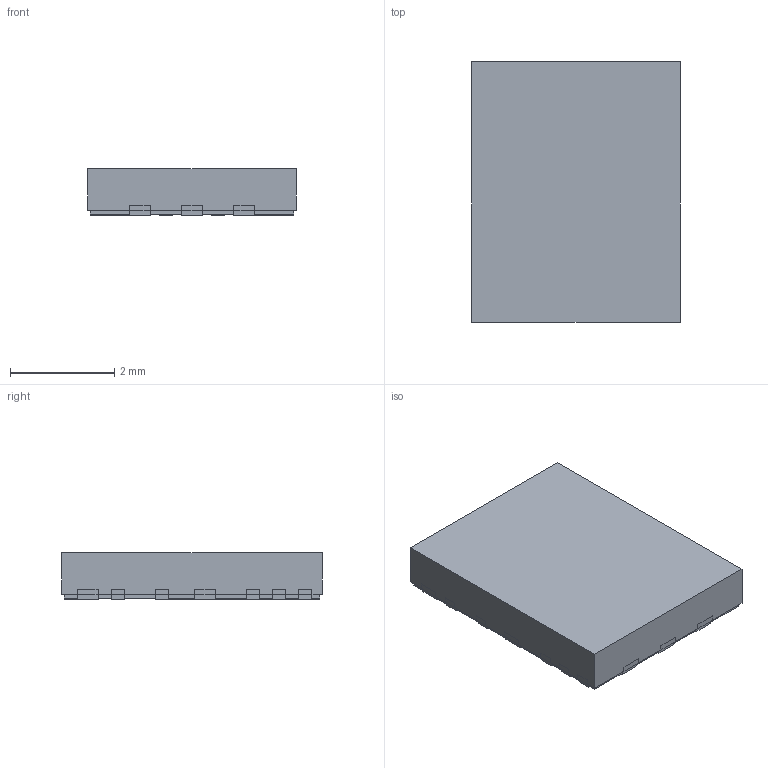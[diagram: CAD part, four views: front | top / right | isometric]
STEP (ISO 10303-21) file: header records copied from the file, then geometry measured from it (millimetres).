
FILE_DESCRIPTION((''),'2;1');
FILE_NAME('RNL0022A_ASM','2019-07-09T07:43:35',('a0412086'),(''),'CREO PARAMETRIC BY PTC INC, 2018020','CREO PARAMETRIC BY PTC INC, 2018020','');
FILE_SCHEMA(('AUTOMOTIVE_DESIGN { 1 0 10303 214 1 1 1 1 }'));
Length unit declared in the file: millimetre
Products named in the file (4): FRAME-RNL0022A_AF0; BODY-QFN_AF0; PIN1-ID; RNL0022A_ASM
Assembly tree (3 placements, depth 2):
  RNL0022A_ASM
    FRAME-RNL0022A_AF0
    BODY-QFN_AF0
    PIN1-ID
Bounding box: 4 x 5 x 0.9 mm (x, y, z)
Volume: 17.5 mm3; surface area: 78.3 mm2
Topology: 23 solids, 23 shells, 318 faces, 816 edges, 544 vertices
Faces by surface type: plane 286, cylinder 32
Entity records: 12748 total; most frequent: CARTESIAN_POINT 1692, ORIENTED_EDGE 1632, DIRECTION 1530, PRESENTATION_STYLE_ASSIGNMENT 905, STYLED_ITEM 839, CURVE_STYLE 816, EDGE_CURVE 816, VECTOR 752
